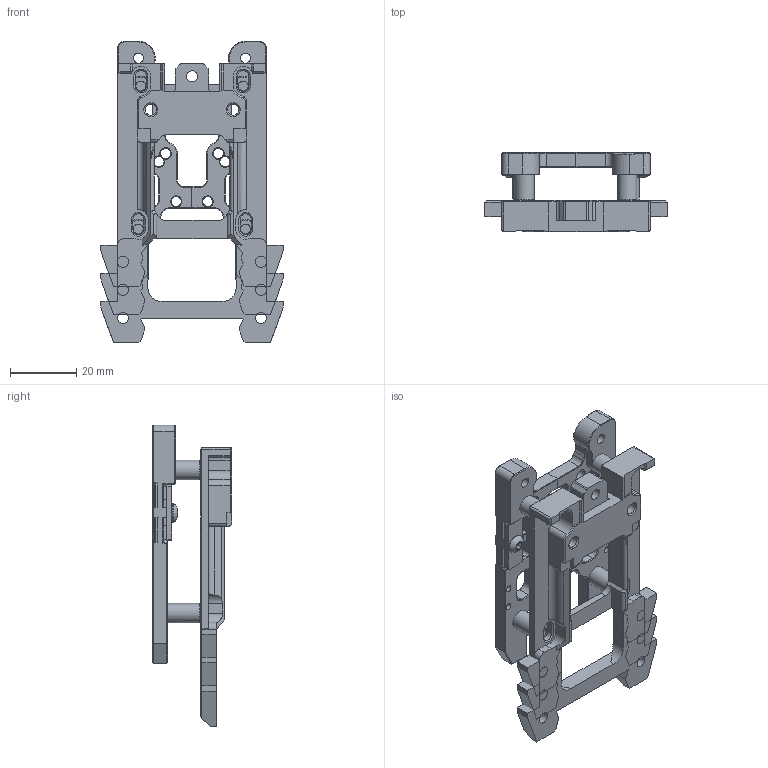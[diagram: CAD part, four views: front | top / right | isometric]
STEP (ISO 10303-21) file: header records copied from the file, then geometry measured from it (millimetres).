
FILE_DESCRIPTION(/* description */ ('','CAx-IF Rec.Pracs.---Representation and Presentation of Product Manufacturing Information (PMI)---4.0---2014-10-13'),/* implementation_level */ '2;1');
FILE_NAME(/* name */ 'Carto_CNC_Carriage_Anthead_Adapter.step',/* time_stamp */ '2025-02-10T17:46:04-08:00',/* author */ (''),/* organization */ (''),/* preprocessor_version */ 'ST-DEVELOPER v20',/* originating_system */ 'Autodesk Translation Framework v13.20.0.188',/* authorisation */ '');
FILE_SCHEMA (('AP242_MANAGED_MODEL_BASED_3D_ENGINEERING_MIM_LF { 1 0 10303 442 1 1 4 }'));
Length unit declared in the file: millimetre
Products named in the file (5): Anthead adapter; Carto CNC; HF_Adapter; SF_Adapter; UHF_Adapter
Assembly tree (4 placements, depth 2):
  Anthead adapter
    Carto CNC
    HF_Adapter
    SF_Adapter
    UHF_Adapter
Bounding box: 55.27 x 23.95 x 91.23 mm (x, y, z)
Volume: 41900.7 mm3; surface area: 31999.6 mm2
Topology: 4 solids, 4 shells, 1450 faces, 3781 edges, 2325 vertices
Faces by surface type: plane 914, cylinder 259, cone 247, bspline 28, sphere 2
Full cylindrical faces by diameter (mm): 2 x4, 3 x12, 3.1 x8, 3.4 x15, 3.5 x2, 4.2 x1, 4.7 x6, 5.7 x2, 5.9 x4
Entity records: 44666 total; most frequent: CARTESIAN_POINT 8661, ORIENTED_EDGE 7562, DIRECTION 7350, EDGE_CURVE 3781, LINE 2744, VECTOR 2744, VERTEX_POINT 2325, AXIS2_PLACEMENT_3D 2303
